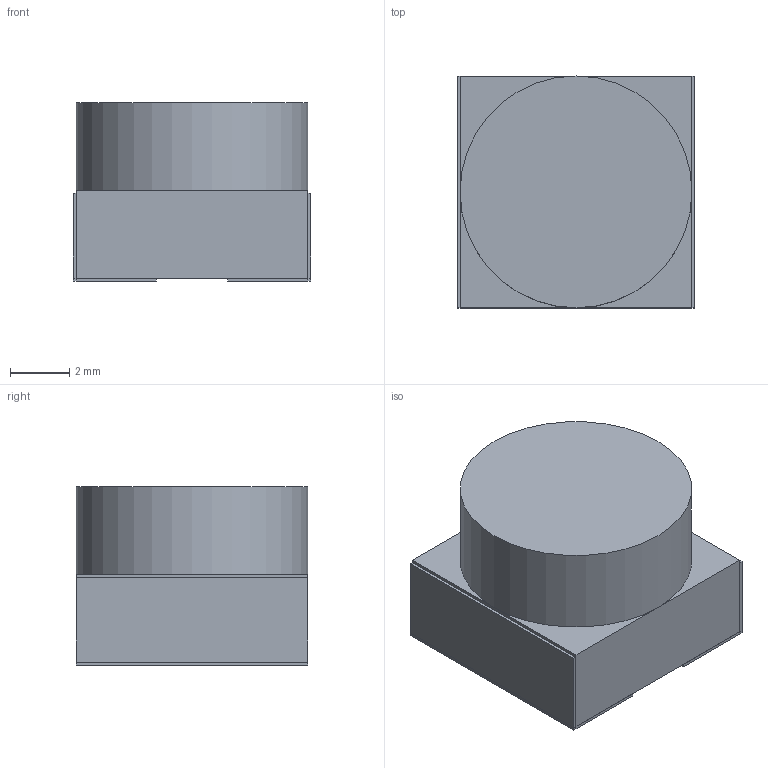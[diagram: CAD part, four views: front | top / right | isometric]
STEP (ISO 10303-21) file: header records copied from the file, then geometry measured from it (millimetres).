
FILE_DESCRIPTION(('Open CASCADE Model'),'2;1');
FILE_NAME('Open CASCADE Shape Model','2017-08-23T09:24:52',('Author'),( 'Open CASCADE'),'Open CASCADE STEP processor 6.8','Open CASCADE 6.8' ,'Unknown');
FILE_SCHEMA(('AUTOMOTIVE_DESIGN_CC2 { 1 2 10303 214 -1 1 5 4 }'));
Length unit declared in the file: millimetre
Products named in the file (5): INDP7878X59N.step; body; cylinder; pin; Open CASCADE STEP translator 6.8 6.3.1
Assembly tree (5 placements, depth 3):
  INDP7878X59N.step
    body
    cylinder
    pin  x2
      Open CASCADE STEP translator 6.8 6.3.1
Bounding box: 8 x 7.8 x 6 mm (x, y, z)
Volume: 329.3 mm3; surface area: 563.2 mm2
Topology: 4 solids, 4 shells, 37 faces, 71 edges, 42 vertices
Faces by surface type: plane 36, cylinder 1
Full cylindrical faces by diameter (mm): 7.8 x1
Entity records: 1231 total; most frequent: DIRECTION 187, CARTESIAN_POINT 186, LINE 123, VECTOR 123, ORIENTED_EDGE 86, PCURVE 86, DEFINITIONAL_REPRESENTATION 86, EDGE_CURVE 43
